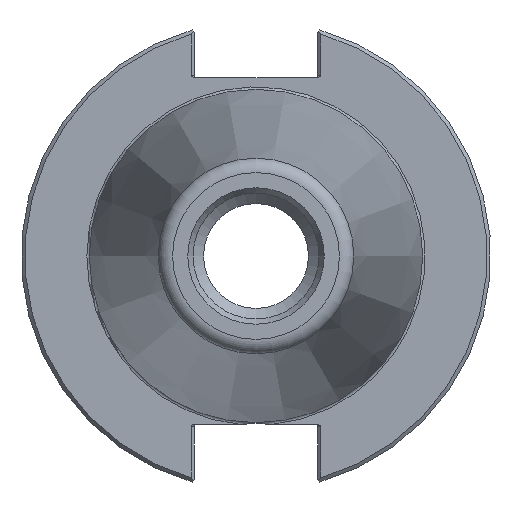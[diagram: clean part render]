
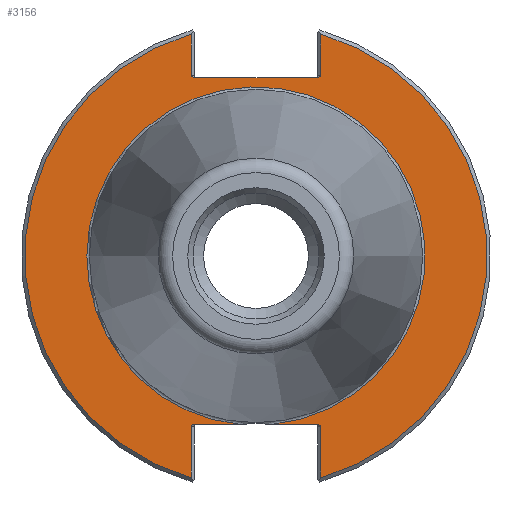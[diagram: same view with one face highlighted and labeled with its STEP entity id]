
A CAD part, left-side view. The second image highlights one B-rep face of the part: STEP entity #3156.
In plain terms, the highlighted planar face has unit normal (-1, 0, 0).
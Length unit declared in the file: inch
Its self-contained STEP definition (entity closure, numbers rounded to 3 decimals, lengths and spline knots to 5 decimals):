
#337=CARTESIAN_POINT('',(0.125,-0.13957,-1.388));
#338=VERTEX_POINT('',#337);
#348=CARTESIAN_POINT('',(0.125,0.13957,-1.388));
#349=VERTEX_POINT('',#348);
#350=CARTESIAN_POINT('',(0.125,0.0,0.0));
#351=DIRECTION('',(-1.0,0.0,0.0));
#352=DIRECTION('',(0.0,-1.0,0.0));
#353=AXIS2_PLACEMENT_3D('',#350,#351,#352);
#354=CIRCLE('',#353,1.395);
#355=EDGE_CURVE('',#338,#349,#354,.T.);
#399=CARTESIAN_POINT('',(0.125,-0.50422,-1.388));
#400=VERTEX_POINT('',#399);
#407=CARTESIAN_POINT('',(0.125,-0.50422,-1.388));
#408=DIRECTION('',(0.0,1.0,0.0));
#409=VECTOR('',#408,0.36464);
#410=LINE('',#407,#409);
#411=EDGE_CURVE('',#400,#338,#410,.T.);
#2639=CARTESIAN_POINT('',(0.125,-0.50422,1.472));
#2640=VERTEX_POINT('',#2639);
#2647=CARTESIAN_POINT('',(0.125,-0.5325,1.492));
#2648=VERTEX_POINT('',#2647);
#2649=CARTESIAN_POINT('',(0.125,-0.50422,1.492));
#2650=DIRECTION('',(-1.0,0.0,0.0));
#2651=DIRECTION('',(0.0,-1.0,0.0));
#2652=AXIS2_PLACEMENT_3D('',#2649,#2650,#2651);
#2653=ELLIPSE('',#2652,0.02828,0.02);
#2654=EDGE_CURVE('',#2640,#2648,#2653,.T.);
#2697=CARTESIAN_POINT('',(0.125,-0.5325,1.83167));
#2698=VERTEX_POINT('',#2697);
#2699=CARTESIAN_POINT('',(0.125,-0.5325,1.492));
#2700=DIRECTION('',(0.0,0.0,1.0));
#2701=VECTOR('',#2700,0.33967);
#2702=LINE('',#2699,#2701);
#2703=EDGE_CURVE('',#2648,#2698,#2702,.T.);
#2776=CARTESIAN_POINT('',(0.125,0.50422,-1.388));
#2777=VERTEX_POINT('',#2776);
#2784=CARTESIAN_POINT('',(0.125,0.5325,-1.408));
#2785=VERTEX_POINT('',#2784);
#2786=CARTESIAN_POINT('',(0.125,0.50422,-1.408));
#2787=DIRECTION('',(-1.0,0.0,0.0));
#2788=DIRECTION('',(0.0,1.0,0.0));
#2789=AXIS2_PLACEMENT_3D('',#2786,#2787,#2788);
#2790=ELLIPSE('',#2789,0.02828,0.02);
#2791=EDGE_CURVE('',#2777,#2785,#2790,.T.);
#2834=CARTESIAN_POINT('',(0.125,0.5325,-1.83167));
#2835=VERTEX_POINT('',#2834);
#2836=CARTESIAN_POINT('',(0.125,0.5325,-1.408));
#2837=DIRECTION('',(0.0,0.0,-1.0));
#2838=VECTOR('',#2837,0.42367);
#2839=LINE('',#2836,#2838);
#2840=EDGE_CURVE('',#2785,#2835,#2839,.T.);
#2865=CARTESIAN_POINT('',(0.125,-0.5325,-1.408));
#2866=VERTEX_POINT('',#2865);
#2867=CARTESIAN_POINT('',(0.125,-0.50422,-1.408));
#2868=DIRECTION('',(-1.0,0.0,0.0));
#2869=DIRECTION('',(0.0,-1.0,0.0));
#2870=AXIS2_PLACEMENT_3D('',#2867,#2868,#2869);
#2871=ELLIPSE('',#2870,0.02828,0.02);
#2872=EDGE_CURVE('',#2866,#400,#2871,.T.);
#2941=CARTESIAN_POINT('',(0.125,-0.5325,-1.83167));
#2942=VERTEX_POINT('',#2941);
#2949=CARTESIAN_POINT('',(0.125,-0.5325,-1.83167));
#2950=DIRECTION('',(0.0,0.0,1.0));
#2951=VECTOR('',#2950,0.42367);
#2952=LINE('',#2949,#2951);
#2953=EDGE_CURVE('',#2942,#2866,#2952,.T.);
#2988=CARTESIAN_POINT('',(0.125,0.5325,1.492));
#2989=VERTEX_POINT('',#2988);
#2996=CARTESIAN_POINT('',(0.125,0.50422,1.472));
#2997=VERTEX_POINT('',#2996);
#2998=CARTESIAN_POINT('',(0.125,0.50422,1.492));
#2999=DIRECTION('',(-1.0,0.0,0.0));
#3000=DIRECTION('',(0.0,1.0,0.0));
#3001=AXIS2_PLACEMENT_3D('',#2998,#2999,#3000);
#3002=ELLIPSE('',#3001,0.02828,0.02);
#3003=EDGE_CURVE('',#2989,#2997,#3002,.T.);
#3078=CARTESIAN_POINT('',(0.125,0.5325,1.83167));
#3079=VERTEX_POINT('',#3078);
#3086=CARTESIAN_POINT('',(0.125,0.5325,1.83167));
#3087=DIRECTION('',(0.0,0.0,-1.0));
#3088=VECTOR('',#3087,0.33967);
#3089=LINE('',#3086,#3088);
#3090=EDGE_CURVE('',#3079,#2989,#3089,.T.);
#3113=CARTESIAN_POINT('',(0.125,1.65625,0.0));
#3114=DIRECTION('',(-1.0,0.0,0.0));
#3115=DIRECTION('',(0.0,0.0,1.0));
#3116=AXIS2_PLACEMENT_3D('',#3113,#3114,#3115);
#3117=PLANE('',#3116);
#3118=ORIENTED_EDGE('',*,*,#355,.F.);
#3119=ORIENTED_EDGE('',*,*,#411,.F.);
#3120=ORIENTED_EDGE('',*,*,#2872,.F.);
#3121=ORIENTED_EDGE('',*,*,#2953,.F.);
#3122=CARTESIAN_POINT('',(0.125,0.0,0.0));
#3123=DIRECTION('',(1.0,0.0,0.0));
#3124=DIRECTION('',(0.0,-1.0,0.0));
#3125=AXIS2_PLACEMENT_3D('',#3122,#3123,#3124);
#3126=CIRCLE('',#3125,1.9075);
#3127=EDGE_CURVE('',#2698,#2942,#3126,.T.);
#3128=ORIENTED_EDGE('',*,*,#3127,.F.);
#3129=ORIENTED_EDGE('',*,*,#2703,.F.);
#3130=ORIENTED_EDGE('',*,*,#2654,.F.);
#3131=CARTESIAN_POINT('',(0.125,0.50422,1.472));
#3132=DIRECTION('',(0.0,-1.0,0.0));
#3133=VECTOR('',#3132,1.00843);
#3134=LINE('',#3131,#3133);
#3135=EDGE_CURVE('',#2997,#2640,#3134,.T.);
#3136=ORIENTED_EDGE('',*,*,#3135,.F.);
#3137=ORIENTED_EDGE('',*,*,#3003,.F.);
#3138=ORIENTED_EDGE('',*,*,#3090,.F.);
#3139=CARTESIAN_POINT('',(0.125,0.0,0.0));
#3140=DIRECTION('',(1.0,0.0,0.0));
#3141=DIRECTION('',(0.0,1.0,0.0));
#3142=AXIS2_PLACEMENT_3D('',#3139,#3140,#3141);
#3143=CIRCLE('',#3142,1.9075);
#3144=EDGE_CURVE('',#2835,#3079,#3143,.T.);
#3145=ORIENTED_EDGE('',*,*,#3144,.F.);
#3146=ORIENTED_EDGE('',*,*,#2840,.F.);
#3147=ORIENTED_EDGE('',*,*,#2791,.F.);
#3148=CARTESIAN_POINT('',(0.125,0.13957,-1.388));
#3149=DIRECTION('',(0.0,1.0,0.0));
#3150=VECTOR('',#3149,0.36464);
#3151=LINE('',#3148,#3150);
#3152=EDGE_CURVE('',#349,#2777,#3151,.T.);
#3153=ORIENTED_EDGE('',*,*,#3152,.F.);
#3154=EDGE_LOOP('',(#3118,#3119,#3120,#3121,#3128,#3129,#3130,#3136,#3137,#3138,#3145,#3146,#3147,#3153));
#3155=FACE_OUTER_BOUND('',#3154,.T.);
#3156=ADVANCED_FACE('',(#3155),#3117,.T.);
